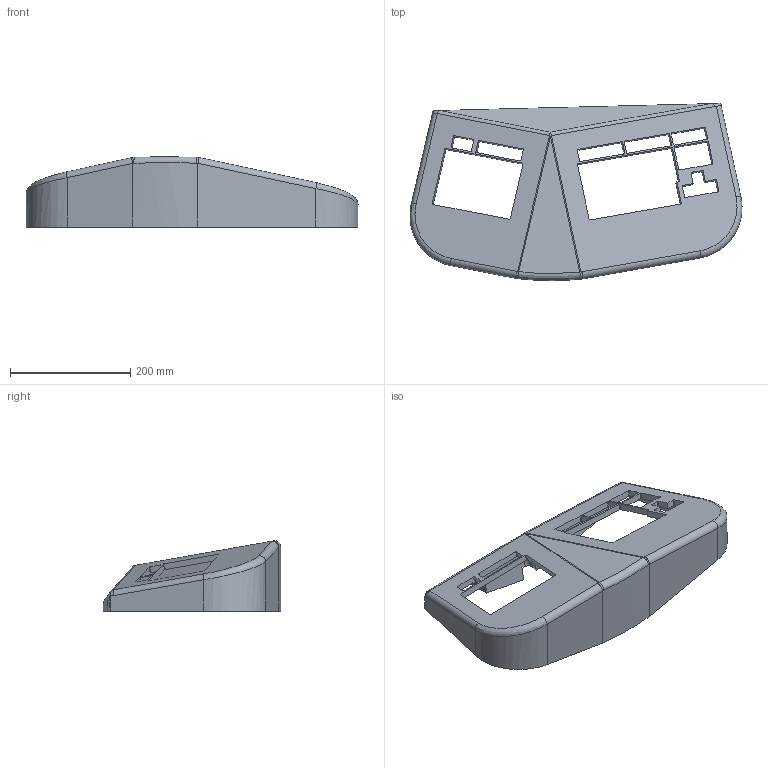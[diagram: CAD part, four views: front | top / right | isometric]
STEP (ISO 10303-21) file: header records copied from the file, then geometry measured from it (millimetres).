
FILE_DESCRIPTION(('FreeCAD Model'),'2;1');
FILE_NAME('tmpeX8hZH','2018-11-03T17:36:43',('FreeCAD'),('FreeCAD') ,'Open CASCADE STEP processor 7.3','FreeCAD','Unknown');
FILE_SCHEMA(('AUTOMOTIVE_DESIGN { 1 0 10303 214 1 1 1 1 }'));
Length unit declared in the file: millimetre
Products named in the file (1): Open CASCADE STEP translator 7.3 1
Bounding box: 552.1 x 295.09 x 116.75 mm (x, y, z)
Volume: 4617644.1 mm3; surface area: 401918.2 mm2
Topology: 1 solids, 1 shells, 219 faces, 587 edges, 386 vertices
Faces by surface type: plane 118, cylinder 90, bspline 8, extrusion 3
Full cylindrical faces by diameter (mm): 2.5 x3, 3.4 x2, 4.2 x12, 19.5 x1
Entity records: 17902 total; most frequent: CARTESIAN_POINT 6258, DIRECTION 2117, VECTOR 1202, LINE 1199, ORIENTED_EDGE 1174, PCURVE 1174, DEFINITIONAL_REPRESENTATION 1174, EDGE_CURVE 587
